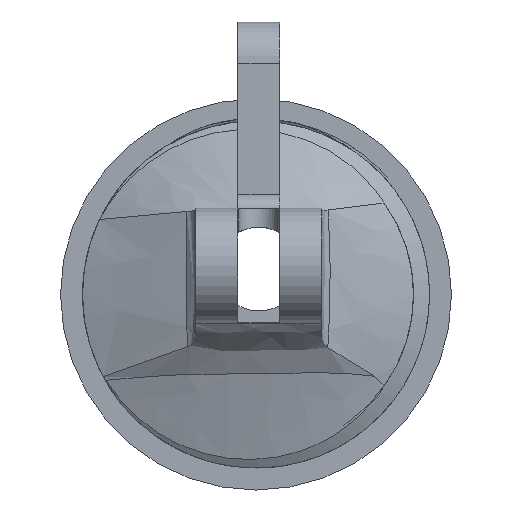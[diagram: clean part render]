
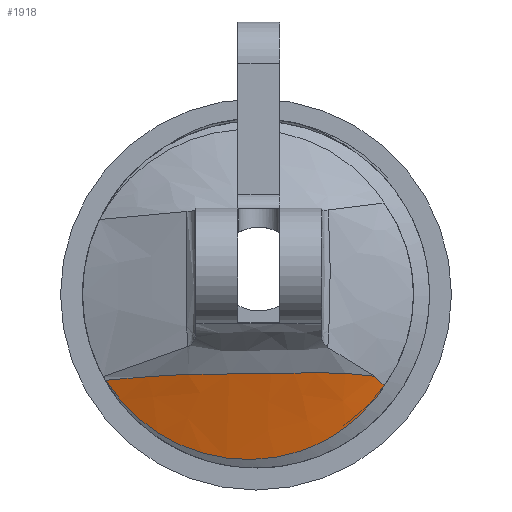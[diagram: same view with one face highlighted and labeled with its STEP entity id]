
A CAD part, left-side view. The second image highlights one B-rep face of the part: STEP entity #1918.
In plain terms, the highlighted free-form (B-spline) face has degree [3, 3] with [9, 4] control points.
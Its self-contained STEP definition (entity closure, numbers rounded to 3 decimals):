
#87=B_SPLINE_SURFACE_WITH_KNOTS('',3,3,((#3108,#3109,#3110,#3111),(#3112,
#3113,#3114,#3115),(#3116,#3117,#3118,#3119),(#3120,#3121,#3122,#3123),
(#3124,#3125,#3126,#3127),(#3128,#3129,#3130,#3131),(#3132,#3133,#3134,
#3135),(#3136,#3137,#3138,#3139),(#3140,#3141,#3142,#3143)),
 .UNSPECIFIED.,.F.,.F.,.F.,(4,1,1,1,1,1,4),(4,4),(0.,
0.138,0.275,0.413,0.688,0.826,
0.964),(0.,0.629),.UNSPECIFIED.);
#105=FACE_OUTER_BOUND('',#210,.T.);
#210=EDGE_LOOP('',(#1314,#1315,#1316,#1317));
#396=B_SPLINE_CURVE_WITH_KNOTS('',3,(#3034,#3035,#3036,#3037,#3038,#3039,
#3040,#3041,#3042,#3043),.UNSPECIFIED.,.F.,.F.,(4,1,1,1,1,1,1,4),(0.,
0.613,1.262,1.911,2.56,3.209,
3.857,4.506),.UNSPECIFIED.);
#406=B_SPLINE_CURVE_WITH_KNOTS('',3,(#3145,#3146,#3147,#3148,#3149,#3150,
#3151,#3152,#3153,#3154,#3155,#3156,#3157,#3158,#3159,#3160,#3161,#3162,
#3163),.UNSPECIFIED.,.F.,.F.,(4,3,3,3,3,3,4),(0.179,0.86,
1.54,2.902,3.582,4.263,4.944),
 .UNSPECIFIED.);
#453=LINE('',#3165,#624);
#454=LINE('',#3166,#625);
#624=VECTOR('',#2210,13.876);
#625=VECTOR('',#2211,13.876);
#808=VERTEX_POINT('',#3028);
#809=VERTEX_POINT('',#3033);
#818=VERTEX_POINT('',#3144);
#819=VERTEX_POINT('',#3164);
#1002=EDGE_CURVE('',#808,#809,#396,.T.);
#1012=EDGE_CURVE('',#808,#818,#406,.T.);
#1013=EDGE_CURVE('',#818,#819,#453,.T.);
#1014=EDGE_CURVE('',#819,#809,#454,.T.);
#1314=ORIENTED_EDGE('',*,*,#1002,.F.);
#1315=ORIENTED_EDGE('',*,*,#1012,.T.);
#1316=ORIENTED_EDGE('',*,*,#1013,.T.);
#1317=ORIENTED_EDGE('',*,*,#1014,.T.);
#1918=ADVANCED_FACE('',(#105),#87,.F.);
#2210=DIRECTION('',(-0.388,0.648,0.656));
#2211=DIRECTION('',(-0.388,0.648,0.656));
#3028=CARTESIAN_POINT('',(141.,21.511,16.715));
#3033=CARTESIAN_POINT('',(140.176,-16.995,17.294));
#3034=CARTESIAN_POINT('Ctrl Pts',(141.,21.511,16.715));
#3035=CARTESIAN_POINT('Ctrl Pts',(140.451,19.694,16.867));
#3036=CARTESIAN_POINT('Ctrl Pts',(139.413,16.002,17.204));
#3037=CARTESIAN_POINT('Ctrl Pts',(138.296,10.563,17.571));
#3038=CARTESIAN_POINT('Ctrl Pts',(137.723,4.897,17.619));
#3039=CARTESIAN_POINT('Ctrl Pts',(137.575,-0.957,17.628));
#3040=CARTESIAN_POINT('Ctrl Pts',(137.785,-6.734,17.78));
#3041=CARTESIAN_POINT('Ctrl Pts',(138.512,-12.023,17.852));
#3042=CARTESIAN_POINT('Ctrl Pts',(139.539,-15.312,17.512));
#3043=CARTESIAN_POINT('Ctrl Pts',(140.176,-16.995,17.294));
#3108=CARTESIAN_POINT('Ctrl Pts',(141.,-18.371,15.901));
#3109=CARTESIAN_POINT('Ctrl Pts',(139.871,-16.486,17.81));
#3110=CARTESIAN_POINT('Ctrl Pts',(138.741,-14.6,19.718));
#3111=CARTESIAN_POINT('Ctrl Pts',(137.612,-12.715,21.627));
#3112=CARTESIAN_POINT('Ctrl Pts',(141.,-17.148,13.995));
#3113=CARTESIAN_POINT('Ctrl Pts',(139.871,-15.345,16.302));
#3114=CARTESIAN_POINT('Ctrl Pts',(138.741,-13.544,18.613));
#3115=CARTESIAN_POINT('Ctrl Pts',(137.612,-11.742,20.921));
#3116=CARTESIAN_POINT('Ctrl Pts',(141.,-14.13,10.56));
#3117=CARTESIAN_POINT('Ctrl Pts',(139.871,-12.615,13.59));
#3118=CARTESIAN_POINT('Ctrl Pts',(138.741,-11.098,16.617));
#3119=CARTESIAN_POINT('Ctrl Pts',(137.612,-9.583,19.647));
#3120=CARTESIAN_POINT('Ctrl Pts',(141.,-8.291,6.961));
#3121=CARTESIAN_POINT('Ctrl Pts',(139.871,-7.48,10.744));
#3122=CARTESIAN_POINT('Ctrl Pts',(138.741,-6.67,14.53));
#3123=CARTESIAN_POINT('Ctrl Pts',(137.612,-5.859,18.313));
#3124=CARTESIAN_POINT('Ctrl Pts',(141.,0.525,4.6));
#3125=CARTESIAN_POINT('Ctrl Pts',(139.871,0.179,8.88));
#3126=CARTESIAN_POINT('Ctrl Pts',(138.741,-0.165,13.158));
#3127=CARTESIAN_POINT('Ctrl Pts',(137.612,-0.512,17.438));
#3128=CARTESIAN_POINT('Ctrl Pts',(141.,9.793,6.194));
#3129=CARTESIAN_POINT('Ctrl Pts',(139.871,8.195,10.139));
#3130=CARTESIAN_POINT('Ctrl Pts',(138.741,6.601,14.084));
#3131=CARTESIAN_POINT('Ctrl Pts',(137.612,5.003,18.029));
#3132=CARTESIAN_POINT('Ctrl Pts',(141.,17.359,11.321));
#3133=CARTESIAN_POINT('Ctrl Pts',(139.871,14.869,14.19));
#3134=CARTESIAN_POINT('Ctrl Pts',(138.741,12.378,17.06));
#3135=CARTESIAN_POINT('Ctrl Pts',(137.612,9.887,19.929));
#3136=CARTESIAN_POINT('Ctrl Pts',(141.,20.303,14.802));
#3137=CARTESIAN_POINT('Ctrl Pts',(139.871,17.539,16.942));
#3138=CARTESIAN_POINT('Ctrl Pts',(138.741,14.781,19.081));
#3139=CARTESIAN_POINT('Ctrl Pts',(137.612,12.018,21.22));
#3140=CARTESIAN_POINT('Ctrl Pts',(141.,21.511,16.715));
#3141=CARTESIAN_POINT('Ctrl Pts',(139.871,18.669,18.453));
#3142=CARTESIAN_POINT('Ctrl Pts',(138.741,15.828,20.191));
#3143=CARTESIAN_POINT('Ctrl Pts',(137.612,12.986,21.929));
#3144=CARTESIAN_POINT('',(141.,-18.371,15.901));
#3145=CARTESIAN_POINT('Ctrl Pts',(141.,21.511,16.715));
#3146=CARTESIAN_POINT('Ctrl Pts',(141.,20.303,14.802));
#3147=CARTESIAN_POINT('Ctrl Pts',(141.,18.831,13.062));
#3148=CARTESIAN_POINT('Ctrl Pts',(141.,17.149,11.55));
#3149=CARTESIAN_POINT('Ctrl Pts',(141.,15.467,10.039));
#3150=CARTESIAN_POINT('Ctrl Pts',(141.,13.576,8.758));
#3151=CARTESIAN_POINT('Ctrl Pts',(141.,11.543,7.77));
#3152=CARTESIAN_POINT('Ctrl Pts',(141.,7.476,5.796));
#3153=CARTESIAN_POINT('Ctrl Pts',(141.,2.842,4.998));
#3154=CARTESIAN_POINT('Ctrl Pts',(141.,-1.641,5.52));
#3155=CARTESIAN_POINT('Ctrl Pts',(141.,-3.883,5.78));
#3156=CARTESIAN_POINT('Ctrl Pts',(141.,-6.087,6.371));
#3157=CARTESIAN_POINT('Ctrl Pts',(141.,-8.162,7.266));
#3158=CARTESIAN_POINT('Ctrl Pts',(141.,-10.237,8.161));
#3159=CARTESIAN_POINT('Ctrl Pts',(141.,-12.184,9.36));
#3160=CARTESIAN_POINT('Ctrl Pts',(141.,-13.911,10.819));
#3161=CARTESIAN_POINT('Ctrl Pts',(141.,-15.639,12.277));
#3162=CARTESIAN_POINT('Ctrl Pts',(141.,-17.148,13.995));
#3163=CARTESIAN_POINT('Ctrl Pts',(141.,-18.371,15.901));
#3164=CARTESIAN_POINT('',(140.609,-17.718,16.563));
#3165=CARTESIAN_POINT('',(141.,-18.371,15.901));
#3166=CARTESIAN_POINT('',(141.,-18.371,15.901));
